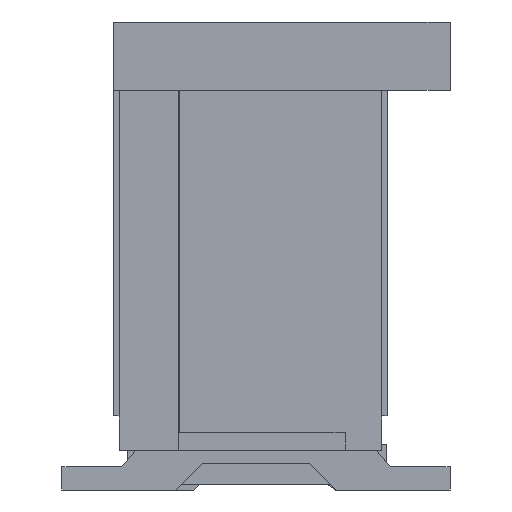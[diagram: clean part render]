
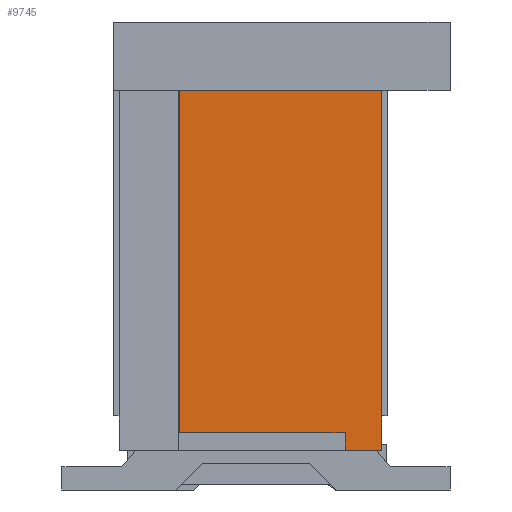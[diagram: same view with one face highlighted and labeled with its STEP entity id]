
A CAD part, left-side view. The second image highlights one B-rep face of the part: STEP entity #9745.
In plain terms, the highlighted planar face has unit normal (-1, 0, 0).
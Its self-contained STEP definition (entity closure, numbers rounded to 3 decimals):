
#413=DIRECTION('',(0.,0.,-1.));
#414=VECTOR('',#413,0.15);
#415=CARTESIAN_POINT('',(-9.45,-0.83,-1.575));
#416=LINE('',#415,#414);
#417=DIRECTION('',(0.,1.,0.));
#418=VECTOR('',#417,1.45);
#419=CARTESIAN_POINT('',(-9.45,-0.83,-1.575));
#420=LINE('',#419,#418);
#421=DIRECTION('',(0.,0.,1.));
#422=VECTOR('',#421,3.);
#423=CARTESIAN_POINT('',(-9.45,0.62,-1.575));
#424=LINE('',#423,#422);
#425=DIRECTION('',(0.,-1.,0.));
#426=VECTOR('',#425,1.77);
#427=CARTESIAN_POINT('',(-9.45,0.62,1.425));
#428=LINE('',#427,#426);
#429=DIRECTION('',(0.,-1.,0.));
#430=VECTOR('',#429,0.32);
#431=CARTESIAN_POINT('',(-9.45,-0.83,-1.725));
#432=LINE('',#431,#430);
#445=DIRECTION('',(0.,0.,-1.));
#446=VECTOR('',#445,3.15);
#447=CARTESIAN_POINT('',(-9.45,-1.15,1.425));
#448=LINE('',#447,#446);
#8001=CARTESIAN_POINT('',(-9.45,0.62,-1.575));
#8002=CARTESIAN_POINT('',(-9.45,0.62,1.425));
#8003=VERTEX_POINT('',#8001);
#8004=VERTEX_POINT('',#8002);
#8045=CARTESIAN_POINT('',(-9.45,-0.83,-1.725));
#8047=VERTEX_POINT('',#8045);
#8053=CARTESIAN_POINT('',(-9.45,-1.15,-1.725));
#8054=VERTEX_POINT('',#8053);
#8173=CARTESIAN_POINT('',(-9.45,-0.83,-1.575));
#8175=VERTEX_POINT('',#8173);
#8195=CARTESIAN_POINT('',(-9.45,-1.15,1.425));
#8197=VERTEX_POINT('',#8195);
#9730=CARTESIAN_POINT('',(-9.45,-0.99,-0.15));
#9731=DIRECTION('',(1.,0.,0.));
#9732=DIRECTION('',(0.,0.,-1.));
#9733=AXIS2_PLACEMENT_3D('',#9730,#9731,#9732);
#9734=PLANE('',#9733);
#9735=ORIENTED_EDGE('',*,*,#9698,.F.);
#9736=ORIENTED_EDGE('',*,*,#9673,.T.);
#9737=ORIENTED_EDGE('',*,*,#9639,.T.);
#9738=ORIENTED_EDGE('',*,*,#9083,.T.);
#9740=ORIENTED_EDGE('',*,*,#9739,.T.);
#9742=ORIENTED_EDGE('',*,*,#9741,.F.);
#9743=EDGE_LOOP('',(#9735,#9736,#9737,#9738,#9740,#9742));
#9744=FACE_OUTER_BOUND('',#9743,.F.);
#9745=ADVANCED_FACE('',(#9744),#9734,.F.);
#9083=EDGE_CURVE('',#8004,#8197,#428,.T.);
#9639=EDGE_CURVE('',#8003,#8004,#424,.T.);
#9673=EDGE_CURVE('',#8175,#8003,#420,.T.);
#9698=EDGE_CURVE('',#8175,#8047,#416,.T.);
#9739=EDGE_CURVE('',#8197,#8054,#448,.T.);
#9741=EDGE_CURVE('',#8047,#8054,#432,.T.);
